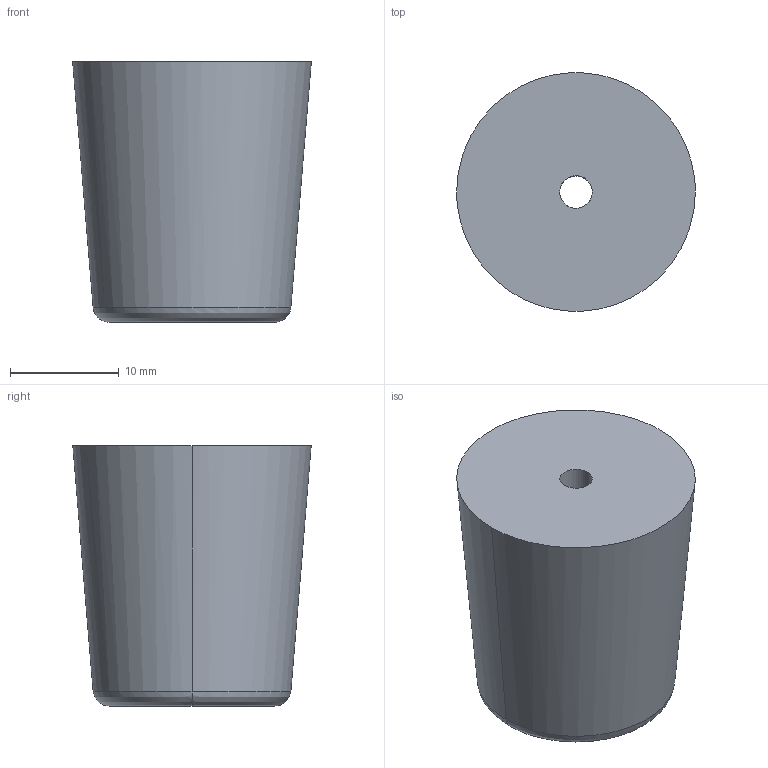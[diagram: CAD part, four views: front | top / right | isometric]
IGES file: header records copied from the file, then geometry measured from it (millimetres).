
Start section: ------------------------------------------------------------------------
Global section: file name: PC50.12492.TM_TK_22_CRUL_28150.igs; native system: spGate; preprocessor: ver15.6.1; author: Unknown; organization: Unknown; date: 191219.154343; units: millimetre
Bounding box: 22 x 21.98 x 24 mm (x, y, z)
Volume: 7096.9 mm3; surface area: 2649.8 mm2
Topology: 3 solids, 3 shells, 18 faces, 42 edges, 30 vertices
Faces by surface type: bspline 18
